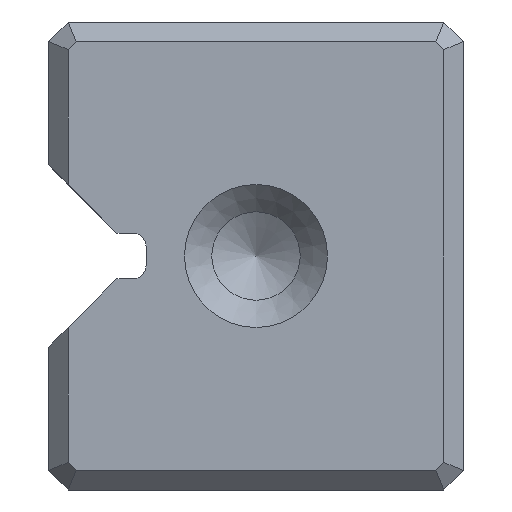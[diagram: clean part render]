
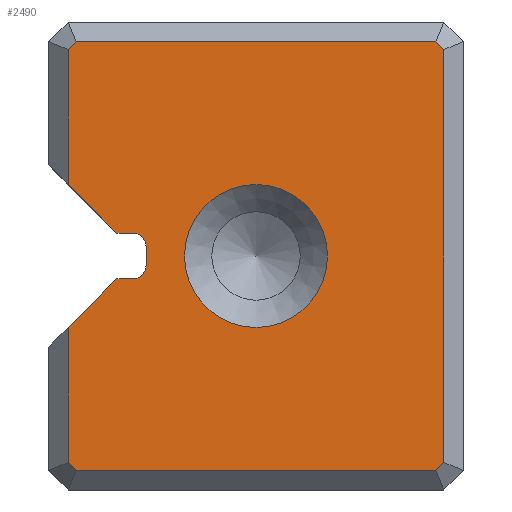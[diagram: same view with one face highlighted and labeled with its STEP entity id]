
A CAD part, left-side view. The second image highlights one B-rep face of the part: STEP entity #2490.
In plain terms, the highlighted planar face has unit normal (-1, 0, 0).
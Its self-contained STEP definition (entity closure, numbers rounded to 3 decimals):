
#2490=ADVANCED_FACE('',(#3406,#3407),#2876,.F.);
#2876=PLANE('',#8842);
#3123=CIRCLE('',#8839,5.5);
#3124=CIRCLE('',#8840,1.);
#3125=CIRCLE('',#8841,1.);
#3406=FACE_BOUND('',#3604,.T.);
#3407=FACE_BOUND('',#3605,.T.);
#3604=EDGE_LOOP('',(#4356));
#3605=EDGE_LOOP('',(#4357,#4358,#4359,#4360,#4361,#4362,#4363,#4364,#4365,
#4366,#4367,#4368,#4369,#4370,#4371,#4372));
#4356=ORIENTED_EDGE('',*,*,#6837,.T.);
#4357=ORIENTED_EDGE('',*,*,#6802,.F.);
#4358=ORIENTED_EDGE('',*,*,#6838,.T.);
#4359=ORIENTED_EDGE('',*,*,#6839,.T.);
#4360=ORIENTED_EDGE('',*,*,#6840,.T.);
#4361=ORIENTED_EDGE('',*,*,#6841,.T.);
#4362=ORIENTED_EDGE('',*,*,#6842,.T.);
#4363=ORIENTED_EDGE('',*,*,#6843,.T.);
#4364=ORIENTED_EDGE('',*,*,#6844,.T.);
#4365=ORIENTED_EDGE('',*,*,#6845,.T.);
#4366=ORIENTED_EDGE('',*,*,#6846,.T.);
#4367=ORIENTED_EDGE('',*,*,#6817,.F.);
#4368=ORIENTED_EDGE('',*,*,#6815,.F.);
#4369=ORIENTED_EDGE('',*,*,#6847,.T.);
#4370=ORIENTED_EDGE('',*,*,#6809,.F.);
#4371=ORIENTED_EDGE('',*,*,#6848,.T.);
#4372=ORIENTED_EDGE('',*,*,#6806,.F.);
#6163=VERTEX_POINT('',#11363);
#6164=VERTEX_POINT('',#11365);
#6167=VERTEX_POINT('',#11373);
#6169=VERTEX_POINT('',#11379);
#6170=VERTEX_POINT('',#11380);
#6175=VERTEX_POINT('',#11391);
#6176=VERTEX_POINT('',#11393);
#6177=VERTEX_POINT('',#11397);
#6192=VERTEX_POINT('',#11435);
#6193=VERTEX_POINT('',#11437);
#6194=VERTEX_POINT('',#11439);
#6195=VERTEX_POINT('',#11441);
#6196=VERTEX_POINT('',#11443);
#6197=VERTEX_POINT('',#11445);
#6198=VERTEX_POINT('',#11447);
#6199=VERTEX_POINT('',#11449);
#6200=VERTEX_POINT('',#11451);
#6802=EDGE_CURVE('',#6163,#6164,#7630,.T.);
#6806=EDGE_CURVE('',#6164,#6167,#7634,.T.);
#6809=EDGE_CURVE('',#6169,#6170,#7637,.T.);
#6815=EDGE_CURVE('',#6175,#6176,#7643,.T.);
#6817=EDGE_CURVE('',#6176,#6177,#7645,.T.);
#6837=EDGE_CURVE('',#6192,#6192,#3123,.T.);
#6838=EDGE_CURVE('',#6163,#6193,#7662,.T.);
#6839=EDGE_CURVE('',#6193,#6194,#7663,.T.);
#6840=EDGE_CURVE('',#6194,#6195,#7664,.T.);
#6841=EDGE_CURVE('',#6195,#6196,#7665,.T.);
#6842=EDGE_CURVE('',#6196,#6197,#7666,.T.);
#6843=EDGE_CURVE('',#6197,#6198,#7667,.T.);
#6844=EDGE_CURVE('',#6198,#6199,#7668,.T.);
#6845=EDGE_CURVE('',#6199,#6200,#7669,.T.);
#6846=EDGE_CURVE('',#6200,#6177,#7670,.T.);
#6847=EDGE_CURVE('',#6175,#6170,#3124,.T.);
#6848=EDGE_CURVE('',#6169,#6167,#3125,.T.);
#7630=LINE('',#11364,#8300);
#7634=LINE('',#11372,#8304);
#7637=LINE('',#11378,#8307);
#7643=LINE('',#11392,#8313);
#7645=LINE('',#11396,#8315);
#7662=LINE('',#11436,#8332);
#7663=LINE('',#11438,#8333);
#7664=LINE('',#11440,#8334);
#7665=LINE('',#11442,#8335);
#7666=LINE('',#11444,#8336);
#7667=LINE('',#11446,#8337);
#7668=LINE('',#11448,#8338);
#7669=LINE('',#11450,#8339);
#7670=LINE('',#11452,#8340);
#8300=VECTOR('',#9397,1.);
#8304=VECTOR('',#9403,1.);
#8307=VECTOR('',#9408,1.);
#8313=VECTOR('',#9416,1.);
#8315=VECTOR('',#9420,1.);
#8332=VECTOR('',#9451,1.);
#8333=VECTOR('',#9452,1.);
#8334=VECTOR('',#9453,1.);
#8335=VECTOR('',#9454,1.);
#8336=VECTOR('',#9455,1.);
#8337=VECTOR('',#9456,1.);
#8338=VECTOR('',#9457,1.);
#8339=VECTOR('',#9458,1.);
#8340=VECTOR('',#9459,1.);
#8839=AXIS2_PLACEMENT_3D('',#11434,#9449,#9450);
#8840=AXIS2_PLACEMENT_3D('',#11453,#9460,#9461);
#8841=AXIS2_PLACEMENT_3D('',#11454,#9462,#9463);
#8842=AXIS2_PLACEMENT_3D('',#11455,#9464,#9465);
#9397=DIRECTION('',(0.,-0.707,0.707));
#9403=DIRECTION('',(0.,-1.,0.));
#9408=DIRECTION('',(0.,0.,1.));
#9416=DIRECTION('',(0.,1.,0.));
#9420=DIRECTION('',(0.,0.707,0.707));
#9449=DIRECTION('',(1.,0.,0.));
#9450=DIRECTION('',(0.,0.,-1.));
#9451=DIRECTION('',(0.,0.,-1.));
#9452=DIRECTION('',(0.,-0.707,-0.707));
#9453=DIRECTION('',(0.,-1.,0.));
#9454=DIRECTION('',(0.,-0.707,0.707));
#9455=DIRECTION('',(0.,0.,1.));
#9456=DIRECTION('',(0.,0.707,0.707));
#9457=DIRECTION('',(0.,1.,0.));
#9458=DIRECTION('',(0.,0.707,-0.707));
#9459=DIRECTION('',(0.,0.,-1.));
#9460=DIRECTION('',(1.,0.,0.));
#9461=DIRECTION('',(0.,0.,-1.));
#9462=DIRECTION('',(1.,0.,0.));
#9463=DIRECTION('',(0.,0.,-1.));
#9464=DIRECTION('',(1.,0.,0.));
#9465=DIRECTION('',(0.,0.,1.));
#11363=CARTESIAN_POINT('',(-550.,14.45,12.493));
#11364=CARTESIAN_POINT('',(-550.,15.95,10.993));
#11365=CARTESIAN_POINT('',(-550.,10.693,16.25));
#11372=CARTESIAN_POINT('',(-550.,10.693,16.25));
#11373=CARTESIAN_POINT('',(-550.,9.45,16.25));
#11378=CARTESIAN_POINT('',(-550.,8.45,16.25));
#11379=CARTESIAN_POINT('',(-550.,8.45,17.25));
#11380=CARTESIAN_POINT('',(-550.,8.45,18.75));
#11391=CARTESIAN_POINT('',(-550.,9.45,19.75));
#11392=CARTESIAN_POINT('',(-550.,8.45,19.75));
#11393=CARTESIAN_POINT('',(-550.,10.693,19.75));
#11396=CARTESIAN_POINT('',(-550.,10.693,19.75));
#11397=CARTESIAN_POINT('',(-550.,14.45,23.507));
#11434=CARTESIAN_POINT('',(-550.,0.,18.));
#11435=CARTESIAN_POINT('',(-550.,0.,12.5));
#11436=CARTESIAN_POINT('',(-550.,14.45,0.));
#11437=CARTESIAN_POINT('',(-550.,14.45,2.121));
#11438=CARTESIAN_POINT('',(-550.,13.389,1.061));
#11439=CARTESIAN_POINT('',(-550.,13.829,1.5));
#11440=CARTESIAN_POINT('',(-550.,0.,1.5));
#11441=CARTESIAN_POINT('',(-550.,-13.829,1.5));
#11442=CARTESIAN_POINT('',(-550.,-14.889,2.561));
#11443=CARTESIAN_POINT('',(-550.,-14.45,2.121));
#11444=CARTESIAN_POINT('',(-550.,-14.45,0.));
#11445=CARTESIAN_POINT('',(-550.,-14.45,33.879));
#11446=CARTESIAN_POINT('',(-550.,-13.389,34.939));
#11447=CARTESIAN_POINT('',(-550.,-13.829,34.5));
#11448=CARTESIAN_POINT('',(-550.,0.,34.5));
#11449=CARTESIAN_POINT('',(-550.,13.829,34.5));
#11450=CARTESIAN_POINT('',(-550.,14.889,33.439));
#11451=CARTESIAN_POINT('',(-550.,14.45,33.879));
#11452=CARTESIAN_POINT('',(-550.,14.45,0.));
#11453=CARTESIAN_POINT('',(-550.,9.45,18.75));
#11454=CARTESIAN_POINT('',(-550.,9.45,17.25));
#11455=CARTESIAN_POINT('',(-550.,0.,0.));
